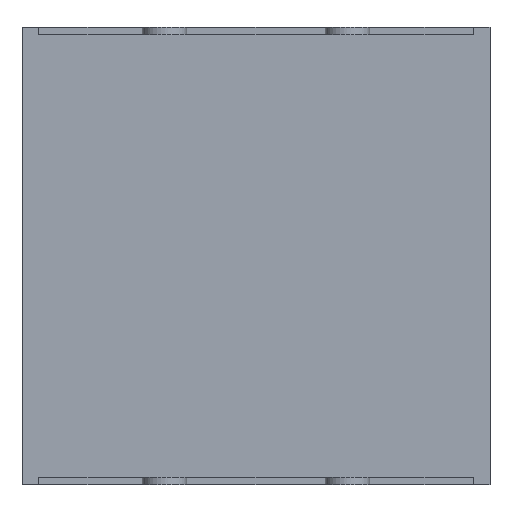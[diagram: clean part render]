
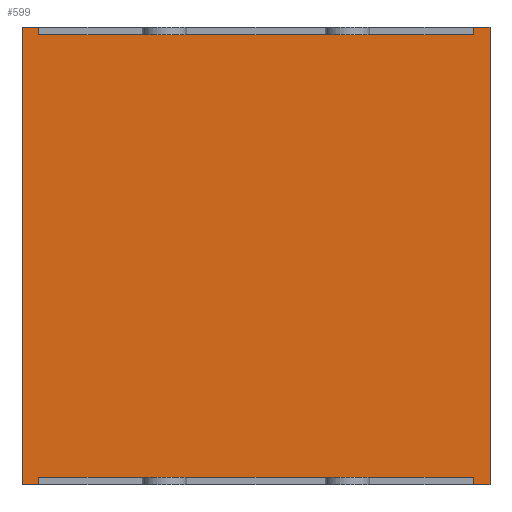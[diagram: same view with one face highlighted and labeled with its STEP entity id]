
A CAD part, front view. The second image highlights one B-rep face of the part: STEP entity #599.
In plain terms, the highlighted planar face has unit normal (0, -1, 0).
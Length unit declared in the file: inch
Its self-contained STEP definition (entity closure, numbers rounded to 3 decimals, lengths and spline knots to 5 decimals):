
#53=FACE_OUTER_BOUND($,#83,.T.);
#83=EDGE_LOOP($,(#529,#530,#531,#532,#533,#534,#535,#536,#537,#538,#539,
#540));
#107=LINE($,#852,#183);
#112=LINE($,#862,#188);
#115=LINE($,#867,#191);
#117=LINE($,#873,#193);
#123=LINE($,#885,#199);
#146=LINE($,#938,#222);
#149=LINE($,#946,#225);
#153=LINE($,#953,#229);
#154=LINE($,#954,#230);
#157=LINE($,#960,#233);
#159=LINE($,#963,#235);
#160=LINE($,#964,#236);
#183=VECTOR($,#692,0.008);
#188=VECTOR($,#699,0.008);
#191=VECTOR($,#706,0.4755);
#193=VECTOR($,#710,0.008);
#199=VECTOR($,#718,0.008);
#222=VECTOR($,#769,0.4755);
#225=VECTOR($,#774,0.5);
#229=VECTOR($,#780,0.01825);
#230=VECTOR($,#781,0.01825);
#233=VECTOR($,#786,0.5);
#235=VECTOR($,#790,0.01825);
#236=VECTOR($,#791,0.01825);
#255=VERTEX_POINT($,#849);
#256=VERTEX_POINT($,#851);
#257=VERTEX_POINT($,#855);
#260=VERTEX_POINT($,#860);
#262=VERTEX_POINT($,#870);
#263=VERTEX_POINT($,#872);
#265=VERTEX_POINT($,#878);
#268=VERTEX_POINT($,#883);
#287=VERTEX_POINT($,#943);
#288=VERTEX_POINT($,#945);
#290=VERTEX_POINT($,#951);
#292=VERTEX_POINT($,#958);
#319=EDGE_CURVE($,#256,#255,#107,.T.);
#324=EDGE_CURVE($,#257,#260,#112,.T.);
#327=EDGE_CURVE($,#255,#257,#115,.T.);
#329=EDGE_CURVE($,#263,#262,#117,.T.);
#335=EDGE_CURVE($,#265,#268,#123,.T.);
#362=EDGE_CURVE($,#262,#265,#146,.T.);
#365=EDGE_CURVE($,#287,#288,#149,.T.);
#369=EDGE_CURVE($,#290,#268,#153,.T.);
#370=EDGE_CURVE($,#263,#287,#154,.T.);
#373=EDGE_CURVE($,#292,#290,#157,.T.);
#375=EDGE_CURVE($,#288,#260,#159,.T.);
#376=EDGE_CURVE($,#256,#292,#160,.T.);
#529=ORIENTED_EDGE($,*,*,#324,.T.);
#530=ORIENTED_EDGE($,*,*,#375,.F.);
#531=ORIENTED_EDGE($,*,*,#365,.F.);
#532=ORIENTED_EDGE($,*,*,#370,.F.);
#533=ORIENTED_EDGE($,*,*,#329,.T.);
#534=ORIENTED_EDGE($,*,*,#362,.T.);
#535=ORIENTED_EDGE($,*,*,#335,.T.);
#536=ORIENTED_EDGE($,*,*,#369,.F.);
#537=ORIENTED_EDGE($,*,*,#373,.F.);
#538=ORIENTED_EDGE($,*,*,#376,.F.);
#539=ORIENTED_EDGE($,*,*,#319,.T.);
#540=ORIENTED_EDGE($,*,*,#327,.T.);
#569=PLANE($,#640);
#599=ADVANCED_FACE($,(#53),#569,.F.);
#640=AXIS2_PLACEMENT_3D($,#965,#792,#793);
#692=DIRECTION($,(0.,0.,-1.));
#699=DIRECTION($,(0.,0.,1.));
#706=DIRECTION($,(-1.,0.,0.));
#710=DIRECTION($,(0.,0.,1.));
#718=DIRECTION($,(0.,0.,-1.));
#769=DIRECTION($,(1.,0.,0.));
#774=DIRECTION($,(0.,0.,1.));
#780=DIRECTION($,(-1.,0.,0.));
#781=DIRECTION($,(-1.,0.,0.));
#786=DIRECTION($,(0.,0.,-1.));
#790=DIRECTION($,(1.,0.,0.));
#791=DIRECTION($,(1.,0.,0.));
#792=DIRECTION('center_axis',(0.,1.,0.));
#793=DIRECTION('ref_axis',(0.,0.,1.));
#849=CARTESIAN_POINT('',(0.23775,0.,0.242));
#851=CARTESIAN_POINT('',(0.23775,0.,0.25));
#852=CARTESIAN_POINT($,(0.23775,0.,0.125));
#855=CARTESIAN_POINT('',(-0.23775,0.,0.242));
#860=CARTESIAN_POINT('',(-0.23775,0.,0.25));
#862=CARTESIAN_POINT($,(-0.23775,0.,0.125));
#867=CARTESIAN_POINT($,(0.,0.,0.242));
#870=CARTESIAN_POINT('',(-0.23775,0.,-0.242));
#872=CARTESIAN_POINT('',(-0.23775,0.,-0.25));
#873=CARTESIAN_POINT($,(-0.23775,0.,-0.125));
#878=CARTESIAN_POINT('',(0.23775,0.,-0.242));
#883=CARTESIAN_POINT('',(0.23775,0.,-0.25));
#885=CARTESIAN_POINT($,(0.23775,0.,-0.125));
#938=CARTESIAN_POINT($,(0.,0.,-0.242));
#943=CARTESIAN_POINT('',(-0.256,0.,-0.25));
#945=CARTESIAN_POINT('',(-0.256,0.,0.25));
#946=CARTESIAN_POINT($,(-0.256,0.,-0.25));
#951=CARTESIAN_POINT('',(0.256,0.,-0.25));
#953=CARTESIAN_POINT($,(0.256,0.,-0.25));
#954=CARTESIAN_POINT($,(0.256,0.,-0.25));
#958=CARTESIAN_POINT('',(0.256,0.,0.25));
#960=CARTESIAN_POINT($,(0.256,0.,0.25));
#963=CARTESIAN_POINT($,(-0.256,0.,0.25));
#964=CARTESIAN_POINT($,(-0.256,0.,0.25));
#965=CARTESIAN_POINT('Origin',(0.,0.,0.));
